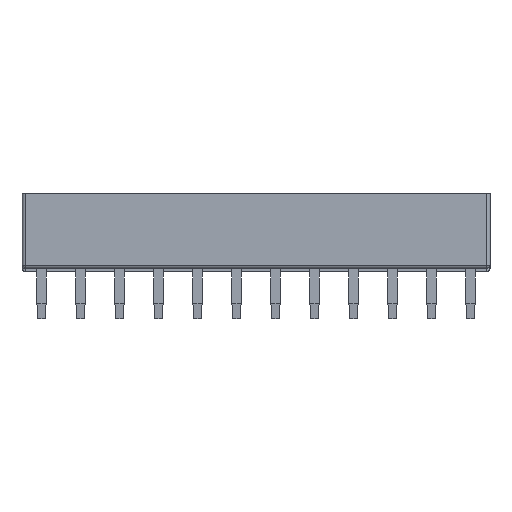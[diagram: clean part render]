
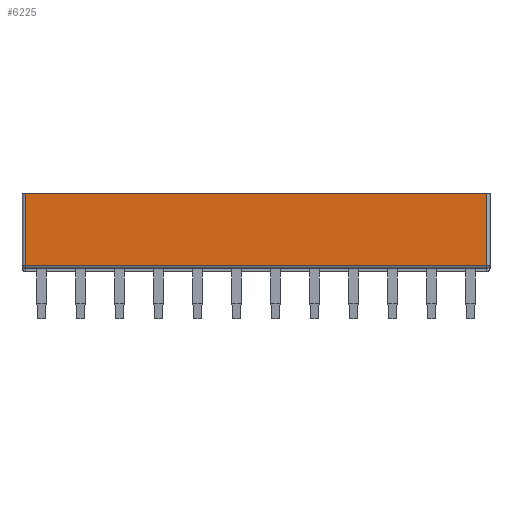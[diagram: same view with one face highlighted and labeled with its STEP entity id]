
A CAD part, left-side view. The second image highlights one B-rep face of the part: STEP entity #6225.
In plain terms, the highlighted planar face has unit normal (-1, 0, 0).
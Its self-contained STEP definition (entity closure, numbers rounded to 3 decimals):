
#38 = EDGE_LOOP ( 'NONE', ( #303, #986, #7590, #11213 ) ) ;
#303 = ORIENTED_EDGE ( 'NONE', *, *, #2030, .T. ) ;
#340 = EDGE_CURVE ( 'NONE', #9620, #5767, #9693, .T. ) ;
#986 = ORIENTED_EDGE ( 'NONE', *, *, #340, .T. ) ;
#1693 = VECTOR ( 'NONE', #6737, 1000. ) ;
#1850 = CARTESIAN_POINT ( 'NONE',  ( -8.89, 15.24, 0.4 ) ) ;
#2030 = EDGE_CURVE ( 'NONE', #10687, #9620, #10935, .T. ) ;
#2574 = DIRECTION ( 'NONE',  ( 1., 0., 0. ) ) ;
#3083 = CARTESIAN_POINT ( 'NONE',  ( -8.89, 15.04, 5.1 ) ) ;
#3093 = LINE ( 'NONE', #4038, #1693 ) ;
#4038 = CARTESIAN_POINT ( 'NONE',  ( -8.89, 15.24, 5.1 ) ) ;
#4128 = FACE_OUTER_BOUND ( 'NONE', #38, .T. ) ;
#4768 = VERTEX_POINT ( 'NONE', #5264 ) ;
#5042 = CARTESIAN_POINT ( 'NONE',  ( -8.89, -15.04, 5.1 ) ) ;
#5148 = PLANE ( 'NONE',  #7021 ) ;
#5264 = CARTESIAN_POINT ( 'NONE',  ( -8.89, 15.04, 5.1 ) ) ;
#5767 = VERTEX_POINT ( 'NONE', #5042 ) ;
#6007 = VECTOR ( 'NONE', #8638, 1000. ) ;
#6225 = ADVANCED_FACE ( 'NONE', ( #4128 ), #5148, .F. ) ;
#6737 = DIRECTION ( 'NONE',  ( 0., -1., 0. ) ) ;
#7021 = AXIS2_PLACEMENT_3D ( 'NONE', #9746, #2574, #7179 ) ;
#7062 = CARTESIAN_POINT ( 'NONE',  ( -8.89, -15.04, 5.1 ) ) ;
#7179 = DIRECTION ( 'NONE',  ( 0., 1., 0. ) ) ;
#7590 = ORIENTED_EDGE ( 'NONE', *, *, #8514, .F. ) ;
#7957 = DIRECTION ( 'NONE',  ( 0., 0., 1. ) ) ;
#8056 = VECTOR ( 'NONE', #10820, 1000. ) ;
#8514 = EDGE_CURVE ( 'NONE', #4768, #5767, #3093, .T. ) ;
#8638 = DIRECTION ( 'NONE',  ( 0., 0., -1. ) ) ;
#8942 = CARTESIAN_POINT ( 'NONE',  ( -8.89, 15.04, 0.4 ) ) ;
#8964 = CARTESIAN_POINT ( 'NONE',  ( -8.89, -15.04, 0.4 ) ) ;
#9620 = VERTEX_POINT ( 'NONE', #8964 ) ;
#9693 = LINE ( 'NONE', #7062, #10345 ) ;
#9746 = CARTESIAN_POINT ( 'NONE',  ( -8.89, 15.24, 5.1 ) ) ;
#10345 = VECTOR ( 'NONE', #7957, 1000. ) ;
#10502 = LINE ( 'NONE', #3083, #6007 ) ;
#10687 = VERTEX_POINT ( 'NONE', #8942 ) ;
#10820 = DIRECTION ( 'NONE',  ( 0., -1., 0. ) ) ;
#10883 = EDGE_CURVE ( 'NONE', #4768, #10687, #10502, .T. ) ;
#10935 = LINE ( 'NONE', #1850, #8056 ) ;
#11213 = ORIENTED_EDGE ( 'NONE', *, *, #10883, .T. ) ;
